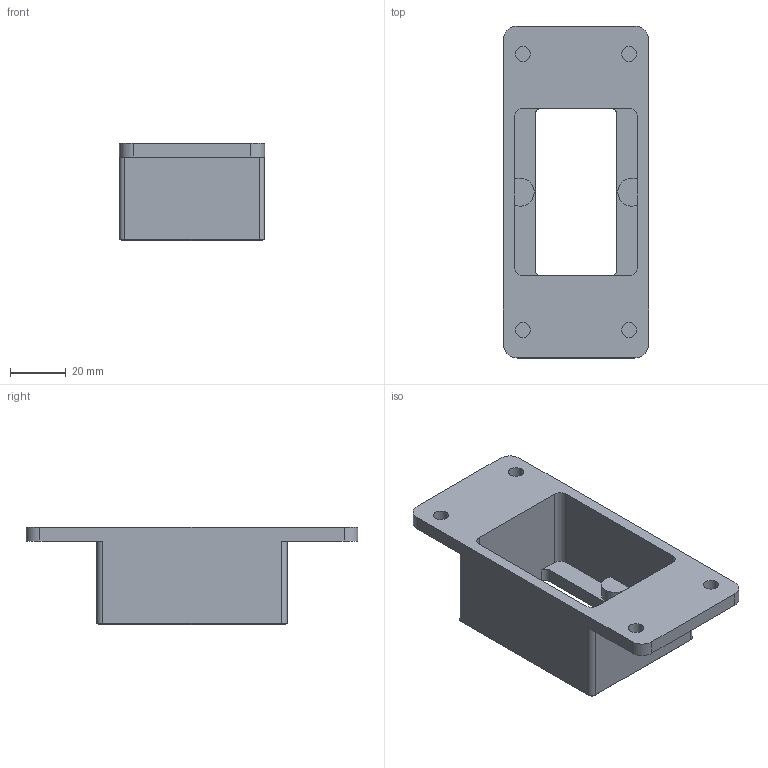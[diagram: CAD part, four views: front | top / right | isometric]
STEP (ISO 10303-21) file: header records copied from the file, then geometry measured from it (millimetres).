
FILE_DESCRIPTION(/* description */ (''),/* implementation_level */ '2;1');
FILE_NAME(/* name */ 'new_power_switch v3.step',/* time_stamp */ '2020-09-24T11:22:10-07:00',/* author */ (''),/* organization */ (''),/* preprocessor_version */ 'ST-DEVELOPER v18.1',/* originating_system */ 'Autodesk Translation Framework v9.3.0.1241',/* authorisation */ '');
FILE_SCHEMA (('AUTOMOTIVE_DESIGN { 1 0 10303 214 3 1 1 }'));
Length unit declared in the file: millimetre
Products named in the file (1): new_power_switch
Bounding box: 52 x 118.8 x 35 mm (x, y, z)
Volume: 48884.9 mm3; surface area: 25164.6 mm2
Topology: 1 solids, 1 shells, 58 faces, 142 edges, 92 vertices
Faces by surface type: plane 30, cylinder 24, cone 4
Full cylindrical faces by diameter (mm): 5.1 x2, 5.4 x4
Entity records: 1758 total; most frequent: DIRECTION 312, CARTESIAN_POINT 293, ORIENTED_EDGE 284, EDGE_CURVE 142, AXIS2_PLACEMENT_3D 111, VERTEX_POINT 92, LINE 90, VECTOR 90
